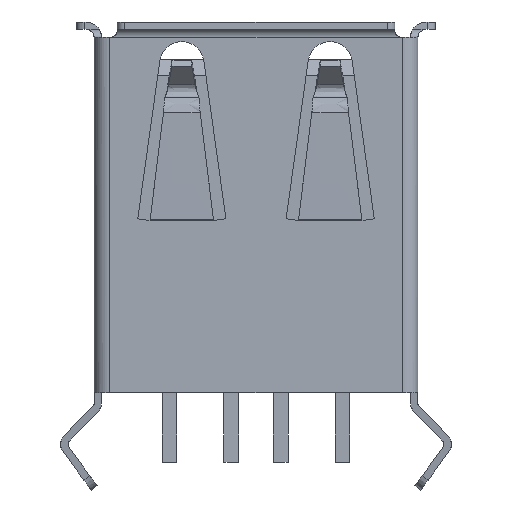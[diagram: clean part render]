
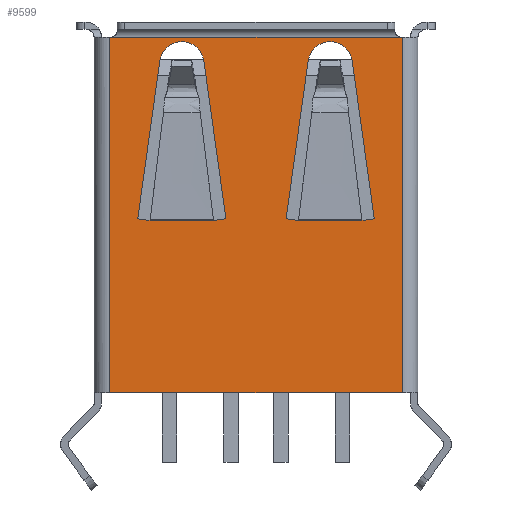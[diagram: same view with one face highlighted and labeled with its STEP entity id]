
A CAD part, front view. The second image highlights one B-rep face of the part: STEP entity #9599.
In plain terms, the highlighted planar face has unit normal (0, -1, 0).
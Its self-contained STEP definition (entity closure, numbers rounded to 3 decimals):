
#6339=CARTESIAN_POINT('',(5.91,-1.45,14.38));
#6340=VERTEX_POINT('',#6339);
#6409=CARTESIAN_POINT('',(-1.713,-1.45,6.973));
#6410=VERTEX_POINT('',#6409);
#6476=CARTESIAN_POINT('',(-4.287,-1.45,6.973));
#6477=VERTEX_POINT('',#6476);
#6512=CARTESIAN_POINT('',(4.287,-1.45,6.973));
#6513=VERTEX_POINT('',#6512);
#6579=CARTESIAN_POINT('',(1.713,-1.45,6.973));
#6580=VERTEX_POINT('',#6579);
#8484=CARTESIAN_POINT('',(-5.91,-1.45,14.38));
#8485=VERTEX_POINT('',#8484);
#8503=CARTESIAN_POINT('',(-6.148,-1.45,14.38));
#8504=DIRECTION('',(-1.0,0.,-0.0));
#8505=VECTOR('',#8504,1.0);
#8506=LINE('',#8503,#8505);
#8507=EDGE_CURVE('n� 1030',#6340,#8485,#8506,.T.);
#8520=CARTESIAN_POINT('',(5.912,-1.45,14.38));
#8521=VERTEX_POINT('',#8520);
#8531=CARTESIAN_POINT('',(5.912,-1.45,0.0));
#8532=VERTEX_POINT('',#8531);
#8533=CARTESIAN_POINT('',(5.912,-1.45,7.19));
#8534=DIRECTION('',(0.0,-0.0,1.0));
#8535=VECTOR('',#8534,1.0);
#8536=LINE('',#8533,#8535);
#8537=EDGE_CURVE('n� 1026',#8532,#8521,#8536,.T.);
#8564=CARTESIAN_POINT('',(-6.148,-1.45,14.38));
#8565=DIRECTION('',(-1.0,0.0,0.));
#8566=VECTOR('',#8565,1.0);
#8567=LINE('',#8564,#8566);
#8568=EDGE_CURVE('n� 1025',#8521,#6340,#8567,.T.);
#8587=CARTESIAN_POINT('',(-1.218,-1.45,7.042));
#8588=VERTEX_POINT('',#8587);
#8589=CARTESIAN_POINT('',(-1.218,-1.45,7.042));
#8590=DIRECTION('',(-0.99,0.,-0.139));
#8591=VECTOR('',#8590,1.0);
#8592=LINE('',#8589,#8591);
#8593=EDGE_CURVE('n� 1024',#8588,#6410,#8592,.T.);
#8613=CARTESIAN_POINT('',(0.0,-1.45,6.973));
#8614=DIRECTION('',(-1.0,0.,0.));
#8615=VECTOR('',#8614,1.0);
#8616=LINE('',#8613,#8615);
#8617=EDGE_CURVE('n� 1023',#6410,#6477,#8616,.T.);
#8641=CARTESIAN_POINT('',(-4.782,-1.45,7.042));
#8642=VERTEX_POINT('',#8641);
#8649=CARTESIAN_POINT('',(-4.287,-1.45,6.973));
#8650=DIRECTION('',(-0.99,-0.0,0.139));
#8651=VECTOR('',#8650,1.0);
#8652=LINE('',#8649,#8651);
#8653=EDGE_CURVE('n� 1022',#6477,#8642,#8652,.T.);
#8665=CARTESIAN_POINT('',(-3.887,-1.45,13.433));
#8666=VERTEX_POINT('',#8665);
#8673=CARTESIAN_POINT('',(-4.782,-1.45,7.042));
#8674=DIRECTION('',(0.139,0.0,0.99));
#8675=VECTOR('',#8674,1.0);
#8676=LINE('',#8673,#8675);
#8677=EDGE_CURVE('n� 1021',#8642,#8666,#8676,.T.);
#8689=CARTESIAN_POINT('',(-2.113,-1.45,13.433));
#8690=VERTEX_POINT('',#8689);
#8697=CARTESIAN_POINT('',(-3.0,-1.45,13.309));
#8698=DIRECTION('',(0.0,1.0,0.0));
#8699=DIRECTION('',(0.0,0.0,-1.0));
#8700=AXIS2_PLACEMENT_3D('',#8697,#8698,#8699);
#8701=CIRCLE('',#8700,0.896);
#8702=EDGE_CURVE('n� 1020',#8666,#8690,#8701,.T.);
#8715=CARTESIAN_POINT('',(-2.113,-1.45,13.433));
#8716=DIRECTION('',(0.139,-0.0,-0.99));
#8717=VECTOR('',#8716,1.0);
#8718=LINE('',#8715,#8717);
#8719=EDGE_CURVE('n� 1019',#8690,#8588,#8718,.T.);
#8730=CARTESIAN_POINT('',(4.782,-1.45,7.042));
#8731=VERTEX_POINT('',#8730);
#8732=CARTESIAN_POINT('',(4.782,-1.45,7.042));
#8733=DIRECTION('',(-0.99,0.,-0.139));
#8734=VECTOR('',#8733,1.0);
#8735=LINE('',#8732,#8734);
#8736=EDGE_CURVE('n� 1018',#8731,#6513,#8735,.T.);
#8756=CARTESIAN_POINT('',(0.0,-1.45,6.973));
#8757=DIRECTION('',(-1.0,0.,0.));
#8758=VECTOR('',#8757,1.0);
#8759=LINE('',#8756,#8758);
#8760=EDGE_CURVE('n� 1017',#6513,#6580,#8759,.T.);
#8784=CARTESIAN_POINT('',(1.218,-1.45,7.042));
#8785=VERTEX_POINT('',#8784);
#8792=CARTESIAN_POINT('',(1.713,-1.45,6.973));
#8793=DIRECTION('',(-0.99,-0.0,0.139));
#8794=VECTOR('',#8793,1.0);
#8795=LINE('',#8792,#8794);
#8796=EDGE_CURVE('n� 1016',#6580,#8785,#8795,.T.);
#8808=CARTESIAN_POINT('',(2.113,-1.45,13.433));
#8809=VERTEX_POINT('',#8808);
#8816=CARTESIAN_POINT('',(1.218,-1.45,7.042));
#8817=DIRECTION('',(0.139,0.0,0.99));
#8818=VECTOR('',#8817,1.0);
#8819=LINE('',#8816,#8818);
#8820=EDGE_CURVE('n� 1015',#8785,#8809,#8819,.T.);
#8832=CARTESIAN_POINT('',(3.887,-1.45,13.433));
#8833=VERTEX_POINT('',#8832);
#8840=CARTESIAN_POINT('',(3.0,-1.45,13.309));
#8841=DIRECTION('',(0.0,1.0,0.0));
#8842=DIRECTION('',(0.0,0.0,-1.0));
#8843=AXIS2_PLACEMENT_3D('',#8840,#8841,#8842);
#8844=CIRCLE('',#8843,0.896);
#8845=EDGE_CURVE('n� 1014',#8809,#8833,#8844,.T.);
#8858=CARTESIAN_POINT('',(3.887,-1.45,13.433));
#8859=DIRECTION('',(0.139,-0.0,-0.99));
#8860=VECTOR('',#8859,1.0);
#8861=LINE('',#8858,#8860);
#8862=EDGE_CURVE('n� 1013',#8833,#8731,#8861,.T.);
#9551=ORIENTED_EDGE('',*,*,#8845,.T.);
#9552=ORIENTED_EDGE('',*,*,#8862,.T.);
#9553=ORIENTED_EDGE('',*,*,#8736,.T.);
#9554=ORIENTED_EDGE('',*,*,#8760,.T.);
#9555=ORIENTED_EDGE('',*,*,#8796,.T.);
#9556=ORIENTED_EDGE('',*,*,#8820,.T.);
#9557=EDGE_LOOP('',(#9551,#9552,#9553,#9554,#9555,#9556));
#9558=FACE_OUTER_BOUND('',#9557,.T.);
#9559=ORIENTED_EDGE('',*,*,#8702,.T.);
#9560=ORIENTED_EDGE('',*,*,#8719,.T.);
#9561=ORIENTED_EDGE('',*,*,#8593,.T.);
#9562=ORIENTED_EDGE('',*,*,#8617,.T.);
#9563=ORIENTED_EDGE('',*,*,#8653,.T.);
#9564=ORIENTED_EDGE('',*,*,#8677,.T.);
#9565=EDGE_LOOP('',(#9559,#9560,#9561,#9562,#9563,#9564));
#9566=FACE_BOUND('',#9565,.T.);
#9567=ORIENTED_EDGE('',*,*,#8537,.T.);
#9568=ORIENTED_EDGE('',*,*,#8568,.T.);
#9569=ORIENTED_EDGE('',*,*,#8507,.T.);
#9570=CARTESIAN_POINT('',(-5.912,-1.45,14.38));
#9571=VERTEX_POINT('',#9570);
#9572=CARTESIAN_POINT('',(0.0,-1.45,14.38));
#9573=DIRECTION('',(1.0,0.,0.));
#9574=VECTOR('',#9573,1.0);
#9575=LINE('',#9572,#9574);
#9576=EDGE_CURVE('n� 431',#9571,#8485,#9575,.T.);
#9577=ORIENTED_EDGE('',*,*,#9576,.F.);
#9578=CARTESIAN_POINT('',(-5.912,-1.45,0.0));
#9579=VERTEX_POINT('',#9578);
#9580=CARTESIAN_POINT('',(-5.912,-1.45,7.19));
#9581=DIRECTION('',(0.0,0.0,-1.0));
#9582=VECTOR('',#9581,1.0);
#9583=LINE('',#9580,#9582);
#9584=EDGE_CURVE('n� 394',#9571,#9579,#9583,.T.);
#9585=ORIENTED_EDGE('',*,*,#9584,.T.);
#9586=CARTESIAN_POINT('',(0.0,-1.45,0.0));
#9587=DIRECTION('',(-1.0,0.0,-0.0));
#9588=VECTOR('',#9587,1.0);
#9589=LINE('',#9586,#9588);
#9590=EDGE_CURVE('n� 632',#8532,#9579,#9589,.T.);
#9591=ORIENTED_EDGE('',*,*,#9590,.F.);
#9592=EDGE_LOOP('',(#9567,#9568,#9569,#9577,#9585,#9591));
#9593=FACE_BOUND('',#9592,.T.);
#9594=CARTESIAN_POINT('',(-6.148,-1.45,14.668));
#9595=DIRECTION('',(0.0,-1.0,0.0));
#9596=DIRECTION('',(0.0,0.0,-1.0));
#9597=AXIS2_PLACEMENT_3D('',#9594,#9595,#9596);
#9598=PLANE('',#9597);
#9599=ADVANCED_FACE('n� 1009',(#9558,#9566,#9593),#9598,.T.);
